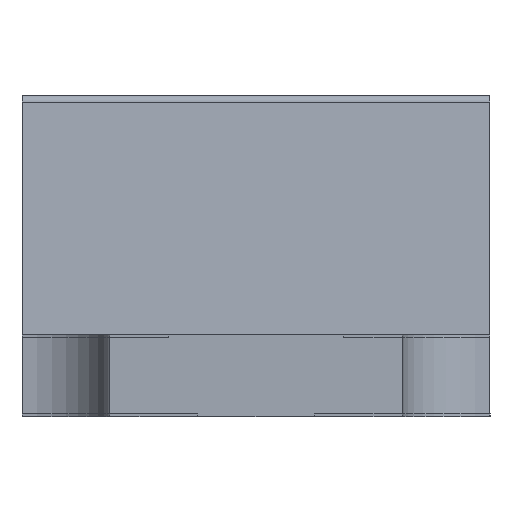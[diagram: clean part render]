
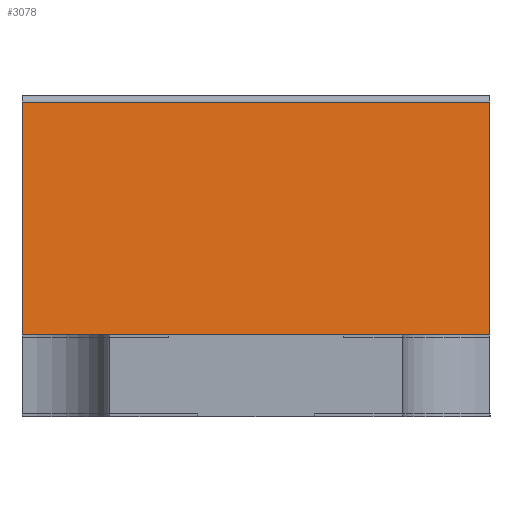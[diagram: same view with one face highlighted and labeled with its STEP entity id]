
A CAD part, left-side view. The second image highlights one B-rep face of the part: STEP entity #3078.
In plain terms, the highlighted planar face has unit normal (-0.998, 0, 0.07).
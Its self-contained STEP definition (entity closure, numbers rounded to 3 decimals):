
#931=ORIENTED_EDGE('',*,*,#1375,.F.);
#932=ORIENTED_EDGE('',*,*,#1374,.F.);
#933=ORIENTED_EDGE('',*,*,#1376,.T.);
#934=ORIENTED_EDGE('',*,*,#1377,.T.);
#1374=EDGE_CURVE('',#1664,#1662,#2044,.T.);
#1375=EDGE_CURVE('',#1662,#1665,#2045,.T.);
#1376=EDGE_CURVE('',#1664,#1666,#2046,.T.);
#1377=EDGE_CURVE('',#1666,#1665,#2047,.T.);
#1662=VERTEX_POINT('',#5082);
#1664=VERTEX_POINT('',#5086);
#1665=VERTEX_POINT('',#5090);
#1666=VERTEX_POINT('',#5092);
#2044=LINE('',#5087,#2426);
#2045=LINE('',#5089,#2427);
#2046=LINE('',#5091,#2428);
#2047=LINE('',#5093,#2429);
#2426=VECTOR('',#4201,1000.);
#2427=VECTOR('',#4204,1000.);
#2428=VECTOR('',#4205,1000.);
#2429=VECTOR('',#4206,1000.);
#2598=EDGE_LOOP('',(#931,#932,#933,#934));
#2766=FACE_BOUND('',#2598,.T.);
#2913=PLANE('',#3410);
#3078=ADVANCED_FACE('',(#2766),#2913,.T.);
#3410=AXIS2_PLACEMENT_3D('',#5088,#4202,#4203);
#4201=DIRECTION('',(0.,1.,0.));
#4202=DIRECTION('',(-0.998,0.,0.07));
#4203=DIRECTION('',(0.07,0.,0.998));
#4204=DIRECTION('',(0.07,0.,0.998));
#4205=DIRECTION('',(0.07,0.,0.998));
#4206=DIRECTION('',(0.,1.,0.));
#5082=CARTESIAN_POINT('',(-0.7,0.8,0.28));
#5086=CARTESIAN_POINT('',(-0.7,-0.8,0.28));
#5087=CARTESIAN_POINT('',(-0.7,-0.8,0.28));
#5088=CARTESIAN_POINT('',(-0.7,-0.8,0.28));
#5089=CARTESIAN_POINT('',(-0.7,0.8,0.28));
#5090=CARTESIAN_POINT('',(-0.644,0.8,1.076));
#5091=CARTESIAN_POINT('',(-0.7,-0.8,0.28));
#5092=CARTESIAN_POINT('',(-0.644,-0.8,1.076));
#5093=CARTESIAN_POINT('',(-0.644,-0.8,1.076));
